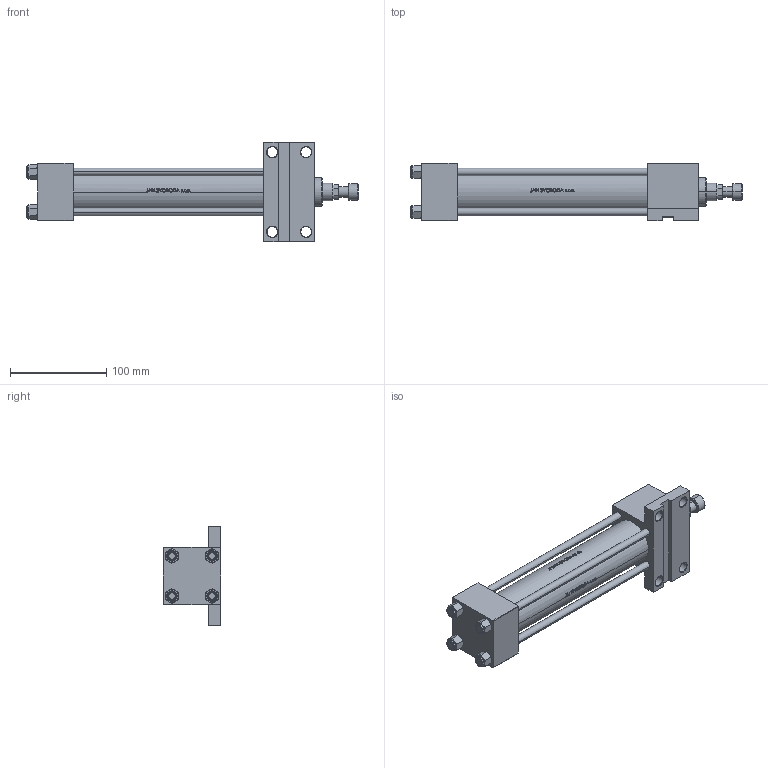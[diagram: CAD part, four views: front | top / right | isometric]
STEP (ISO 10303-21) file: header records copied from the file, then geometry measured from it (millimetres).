
FILE_DESCRIPTION (( 'STEP AP203' ), '1' );
FILE_NAME ('0772.STEP', '2022-04-16T05:23:08', ( '' ), ( '' ), 'SwSTEP 2.0', 'SolidWorks 2019', '' );
FILE_SCHEMA (( 'CONFIG_CONTROL_DESIGN' ));
Length unit declared in the file: millimetre
Products named in the file (7): V215CR_VCP_F 0ee709bba8c95276c05b12e9baf07bef; V215CR_ROD_END_F 0ee709bba8c95276c05b12e9baf07bef; 0772; V215_VC_A 0ee709bba8c95276c05b12e9baf07bef; NUT_M5_F 0ee709bba8c95276c05b12e9baf07bef; V215CR_F_TYCINKA 0ee709bba8c95276c05b12e9baf07bef; V215CR_F_Body 0ee709bba8c95276c05b12e9baf07bef
Assembly tree (12 placements, depth 2):
  0772
    V215CR_F_Body 0ee709bba8c95276c05b12e9baf07bef
    V215CR_VCP_F 0ee709bba8c95276c05b12e9baf07bef
    V215CR_F_TYCINKA 0ee709bba8c95276c05b12e9baf07bef  x4
    NUT_M5_F 0ee709bba8c95276c05b12e9baf07bef  x4
    V215_VC_A 0ee709bba8c95276c05b12e9baf07bef
    V215CR_ROD_END_F 0ee709bba8c95276c05b12e9baf07bef
Bounding box: 345 x 60 x 103 mm (x, y, z)
Volume: 546672 mm3; surface area: 172964.3 mm2
Topology: 12 solids, 12 shells, 1125 faces, 2831 edges, 1815 vertices
Faces by surface type: plane 441, bspline 380, cone 152, cylinder 140, torus 12
Entity records: 48570 total; most frequent: CARTESIAN_POINT 26045, ORIENTED_EDGE 5154, DIRECTION 3239, EDGE_CURVE 2577, VERTEX_POINT 1671, LINE 1325, VECTOR 1325, EDGE_LOOP 1110
